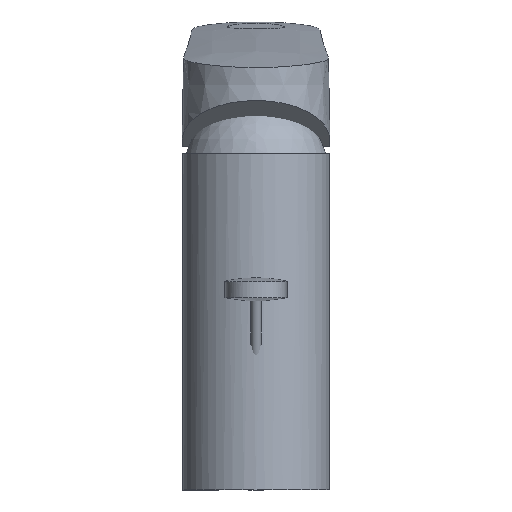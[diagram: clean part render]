
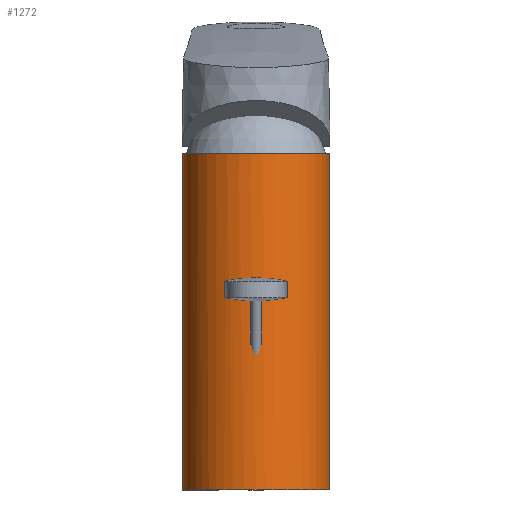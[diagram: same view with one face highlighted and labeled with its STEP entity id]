
A CAD part, left-side view. The second image highlights one B-rep face of the part: STEP entity #1272.
In plain terms, the highlighted free-form (B-spline) face has degree [5, 1] with [16, 2] control points.
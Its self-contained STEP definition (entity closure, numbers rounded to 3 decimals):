
#114=B_SPLINE_SURFACE_WITH_KNOTS('',5,1,((#7267,#7268),(#7269,#7270),(#7271,
#7272),(#7273,#7274),(#7275,#7276),(#7277,#7278),(#7279,#7280),(#7281,#7282),
(#7283,#7284),(#7285,#7286),(#7287,#7288),(#7289,#7290),(#7291,#7292),(#7293,
#7294),(#7295,#7296),(#7297,#7298)),.SURF_OF_LINEAR_EXTRUSION.,.F.,.F.,
 .F.,(6,5,5,6),(2,2),(-0.164,0.,2.191,2.355),
(0.012,0.827),.PIECEWISE_BEZIER_KNOTS.);
#146=B_SPLINE_CURVE_WITH_KNOTS('',3,(#5246,#5247,#5248,#5249,#5250,#5251,
#5252,#5253,#5254,#5255,#5256,#5257,#5258,#5259,#5260,#5261,#5262,#5263,
#5264,#5265,#5266,#5267,#5268),.UNSPECIFIED.,.F.,.F.,(4,1,1,1,1,1,1,1,1,
1,1,1,1,1,1,1,1,1,1,1,4),(0.,0.005,0.01,0.015,
0.019,0.024,0.027,0.029,
0.032,0.034,0.039,0.044,
0.048,0.053,0.058,0.061,
0.063,0.065,0.068,0.073,
0.078),.UNSPECIFIED.);
#156=B_SPLINE_CURVE_WITH_KNOTS('',3,(#5350,#5351,#5352,#5353,#5354,#5355,
#5356,#5357,#5358,#5359,#5360,#5361,#5362,#5363,#5364,#5365,#5366,#5367),
 .UNSPECIFIED.,.F.,.F.,(4,1,1,1,1,1,1,1,1,1,1,1,1,1,1,4),(0.,
0.063,0.094,0.125,0.156,
0.188,0.25,0.313,0.375,
0.438,0.5,0.563,0.625,
0.688,0.75,1.),.UNSPECIFIED.);
#157=B_SPLINE_CURVE_WITH_KNOTS('',3,(#5369,#5370,#5371,#5372,#5373,#5374,
#5375,#5376,#5377,#5378,#5379,#5380,#5381,#5382,#5383,#5384,#5385,#5386),
 .UNSPECIFIED.,.F.,.F.,(4,1,1,1,1,1,1,1,1,1,1,1,1,1,1,4),(0.,0.25,0.313,
0.375,0.438,0.5,0.563,0.625,0.688,0.75,0.813,0.844,0.875,0.906,
0.938,1.),.UNSPECIFIED.);
#203=B_SPLINE_CURVE_WITH_KNOTS('',3,(#7237,#7238,#7239,#7240),
 .UNSPECIFIED.,.F.,.F.,(4,4),(0.,1.),.UNSPECIFIED.);
#204=B_SPLINE_CURVE_WITH_KNOTS('',3,(#7263,#7264,#7265,#7266),
 .UNSPECIFIED.,.F.,.F.,(4,4),(0.,1.),.UNSPECIFIED.);
#501=ORIENTED_EDGE('',*,*,#767,.F.);
#502=ORIENTED_EDGE('',*,*,#692,.F.);
#503=ORIENTED_EDGE('',*,*,#768,.F.);
#504=ORIENTED_EDGE('',*,*,#707,.F.);
#505=ORIENTED_EDGE('',*,*,#706,.F.);
#692=EDGE_CURVE('',#896,#897,#146,.T.);
#706=EDGE_CURVE('',#910,#911,#156,.T.);
#707=EDGE_CURVE('',#911,#912,#157,.T.);
#767=EDGE_CURVE('',#897,#910,#203,.T.);
#768=EDGE_CURVE('',#912,#896,#204,.T.);
#896=VERTEX_POINT('',#5269);
#897=VERTEX_POINT('',#5270);
#910=VERTEX_POINT('',#5349);
#911=VERTEX_POINT('',#5368);
#912=VERTEX_POINT('',#5387);
#1101=EDGE_LOOP('',(#501,#502,#503,#504,#505));
#1186=FACE_BOUND('',#1101,.T.);
#1272=ADVANCED_FACE('',(#1186),#114,.F.);
#5246=CARTESIAN_POINT('',(-0.028,24.895,113.995));
#5247=CARTESIAN_POINT('',(-1.667,24.895,113.995));
#5248=CARTESIAN_POINT('',(-4.884,24.597,113.995));
#5249=CARTESIAN_POINT('',(-9.618,23.207,113.995));
#5250=CARTESIAN_POINT('',(-13.915,20.955,113.995));
#5251=CARTESIAN_POINT('',(-17.753,17.845,113.995));
#5252=CARTESIAN_POINT('',(-20.332,14.737,113.995));
#5253=CARTESIAN_POINT('',(-22.039,11.929,113.995));
#5254=CARTESIAN_POINT('',(-23.089,9.74,113.995));
#5255=CARTESIAN_POINT('',(-23.923,7.464,113.995));
#5256=CARTESIAN_POINT('',(-24.744,4.288,113.995));
#5257=CARTESIAN_POINT('',(-25.178,0.264,113.995));
#5258=CARTESIAN_POINT('',(-24.746,-4.651,113.995));
#5259=CARTESIAN_POINT('',(-23.395,-9.312,113.995));
#5260=CARTESIAN_POINT('',(-21.129,-13.697,113.995));
#5261=CARTESIAN_POINT('',(-18.61,-16.859,113.995));
#5262=CARTESIAN_POINT('',(-16.209,-19.099,113.995));
#5263=CARTESIAN_POINT('',(-14.281,-20.567,113.995));
#5264=CARTESIAN_POINT('',(-12.217,-21.843,113.995));
#5265=CARTESIAN_POINT('',(-9.264,-23.283,113.995));
#5266=CARTESIAN_POINT('',(-5.409,-24.498,113.995));
#5267=CARTESIAN_POINT('',(-2.142,-24.868,113.995));
#5268=CARTESIAN_POINT('',(-0.503,-24.897,113.995));
#5269=CARTESIAN_POINT('',(-0.028,24.895,113.995));
#5270=CARTESIAN_POINT('',(-0.503,-24.897,113.995));
#5349=CARTESIAN_POINT('',(-0.028,-24.898,0.));
#5350=CARTESIAN_POINT('',(-0.028,-24.902,0.));
#5351=CARTESIAN_POINT('',(-0.953,-24.902,0.));
#5352=CARTESIAN_POINT('',(-2.329,-24.829,0.));
#5353=CARTESIAN_POINT('',(-4.125,-24.59,0.));
#5354=CARTESIAN_POINT('',(-5.486,-24.333,0.));
#5355=CARTESIAN_POINT('',(-6.732,-24.028,0.));
#5356=CARTESIAN_POINT('',(-8.389,-23.534,0.));
#5357=CARTESIAN_POINT('',(-10.431,-22.738,0.));
#5358=CARTESIAN_POINT('',(-12.618,-21.619,0.));
#5359=CARTESIAN_POINT('',(-14.745,-20.242,0.));
#5360=CARTESIAN_POINT('',(-16.614,-18.748,0.));
#5361=CARTESIAN_POINT('',(-18.375,-17.033,0.));
#5362=CARTESIAN_POINT('',(-19.894,-15.236,0.));
#5363=CARTESIAN_POINT('',(-21.262,-13.262,0.));
#5364=CARTESIAN_POINT('',(-22.401,-11.229,0.));
#5365=CARTESIAN_POINT('',(-24.312,-6.92,0.));
#5366=CARTESIAN_POINT('',(-25.02,-3.096,0.));
#5367=CARTESIAN_POINT('',(-25.02,-0.001,0.));
#5368=CARTESIAN_POINT('',(-25.02,-0.001,0.));
#5369=CARTESIAN_POINT('',(-25.02,-0.001,0.));
#5370=CARTESIAN_POINT('',(-25.02,3.094,0.));
#5371=CARTESIAN_POINT('',(-24.311,6.919,0.));
#5372=CARTESIAN_POINT('',(-22.402,11.226,0.));
#5373=CARTESIAN_POINT('',(-21.261,13.259,0.));
#5374=CARTESIAN_POINT('',(-19.894,15.231,0.));
#5375=CARTESIAN_POINT('',(-18.374,17.03,0.));
#5376=CARTESIAN_POINT('',(-16.614,18.743,0.));
#5377=CARTESIAN_POINT('',(-14.744,20.237,0.));
#5378=CARTESIAN_POINT('',(-12.618,21.613,0.));
#5379=CARTESIAN_POINT('',(-10.431,22.732,0.));
#5380=CARTESIAN_POINT('',(-8.39,23.527,0.));
#5381=CARTESIAN_POINT('',(-6.732,24.021,0.));
#5382=CARTESIAN_POINT('',(-5.485,24.326,0.));
#5383=CARTESIAN_POINT('',(-4.126,24.583,0.));
#5384=CARTESIAN_POINT('',(-2.329,24.822,0.));
#5385=CARTESIAN_POINT('',(-0.953,24.894,0.));
#5386=CARTESIAN_POINT('',(-0.028,24.895,0.));
#5387=CARTESIAN_POINT('',(-0.028,24.895,0.));
#7237=CARTESIAN_POINT('',(-0.503,-24.897,113.995));
#7238=CARTESIAN_POINT('',(-0.345,-24.896,75.997));
#7239=CARTESIAN_POINT('',(-0.187,-24.895,37.998));
#7240=CARTESIAN_POINT('',(-0.028,-24.895,0.));
#7263=CARTESIAN_POINT('',(-0.028,24.895,0.));
#7264=CARTESIAN_POINT('',(-0.028,24.895,37.998));
#7265=CARTESIAN_POINT('',(-0.028,24.895,75.997));
#7266=CARTESIAN_POINT('',(-0.028,24.895,113.995));
#7267=CARTESIAN_POINT('',(6.768,-24.902,-11.4));
#7268=CARTESIAN_POINT('',(6.768,-24.902,126.535));
#7269=CARTESIAN_POINT('',(5.409,-24.902,-11.4));
#7270=CARTESIAN_POINT('',(5.409,-24.902,126.535));
#7271=CARTESIAN_POINT('',(4.05,-24.902,-11.4));
#7272=CARTESIAN_POINT('',(4.05,-24.902,126.535));
#7273=CARTESIAN_POINT('',(2.69,-24.902,-11.4));
#7274=CARTESIAN_POINT('',(2.69,-24.902,126.535));
#7275=CARTESIAN_POINT('',(1.331,-24.902,-11.4));
#7276=CARTESIAN_POINT('',(1.331,-24.902,126.535));
#7277=CARTESIAN_POINT('',(-0.028,-24.902,-11.4));
#7278=CARTESIAN_POINT('',(-0.028,-24.902,126.535));
#7279=CARTESIAN_POINT('',(-18.152,-24.902,-11.4));
#7280=CARTESIAN_POINT('',(-18.152,-24.902,126.535));
#7281=CARTESIAN_POINT('',(-30.953,-9.391,-11.4));
#7282=CARTESIAN_POINT('',(-30.953,-9.391,126.535));
#7283=CARTESIAN_POINT('',(-30.953,9.391,-11.4));
#7284=CARTESIAN_POINT('',(-30.953,9.391,126.535));
#7285=CARTESIAN_POINT('',(-18.152,24.895,-11.4));
#7286=CARTESIAN_POINT('',(-18.152,24.895,126.535));
#7287=CARTESIAN_POINT('',(-0.028,24.895,-11.4));
#7288=CARTESIAN_POINT('',(-0.028,24.895,126.535));
#7289=CARTESIAN_POINT('',(1.331,24.895,-11.4));
#7290=CARTESIAN_POINT('',(1.331,24.895,126.535));
#7291=CARTESIAN_POINT('',(2.69,24.895,-11.4));
#7292=CARTESIAN_POINT('',(2.69,24.895,126.535));
#7293=CARTESIAN_POINT('',(4.049,24.895,-11.4));
#7294=CARTESIAN_POINT('',(4.049,24.895,126.535));
#7295=CARTESIAN_POINT('',(5.409,24.895,-11.4));
#7296=CARTESIAN_POINT('',(5.409,24.895,126.535));
#7297=CARTESIAN_POINT('',(6.768,24.895,-11.4));
#7298=CARTESIAN_POINT('',(6.768,24.895,126.535));
